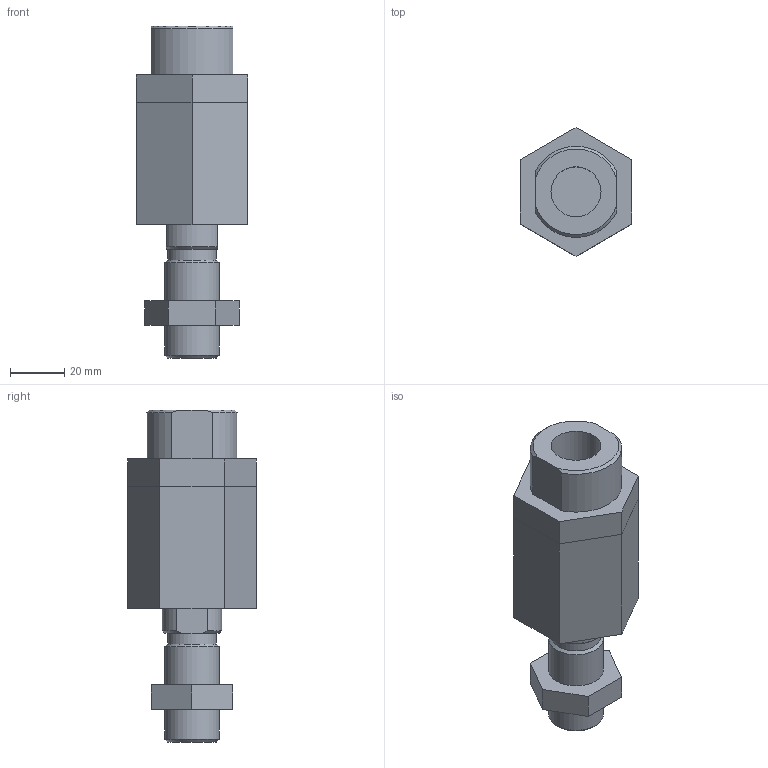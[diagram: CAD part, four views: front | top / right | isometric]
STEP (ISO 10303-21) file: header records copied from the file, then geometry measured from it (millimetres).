
FILE_DESCRIPTION(/* description */ (''),/* implementation_level */ '2;1');
FILE_NAME(/* name */ 'CAD_5471.stp',/* time_stamp */ '2017-10-24T08:49:11+02:00',/* author */ ('Hypex'),/* organization */ ('Hypex'),/* preprocessor_version */ 'ST-DEVELOPER v16.1',/* originating_system */ 'Autodesk Inventor 2016',/* authorisation */ '');
FILE_SCHEMA (('AUTOMOTIVE_DESIGN { 1 0 10303 214 3 1 1 }'));
Length unit declared in the file: millimetre
Products named in the file (1): CAD_5471
Bounding box: 41 x 47.34 x 122 mm (x, y, z)
Volume: 104047.3 mm3; surface area: 19337.6 mm2
Topology: 1 solids, 1 shells, 44 faces, 99 edges, 63 vertices
Faces by surface type: plane 30, cylinder 8, cone 6
Full cylindrical faces by diameter (mm): 18 x1, 18.376 x1, 20 x2
Entity records: 1198 total; most frequent: CARTESIAN_POINT 217, DIRECTION 196, ORIENTED_EDGE 186, EDGE_CURVE 93, AXIS2_PLACEMENT_3D 66, LINE 64, VECTOR 64, VERTEX_POINT 63
